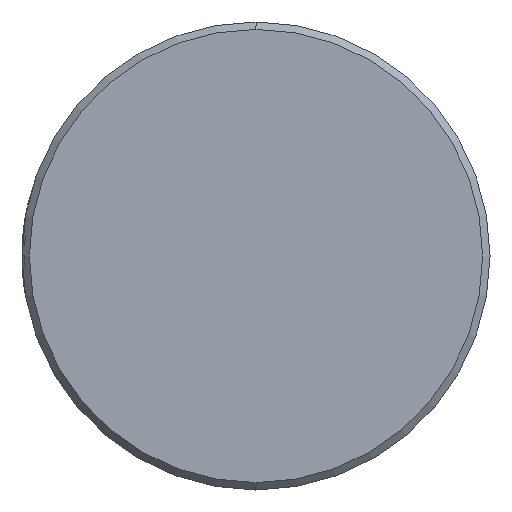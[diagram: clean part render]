
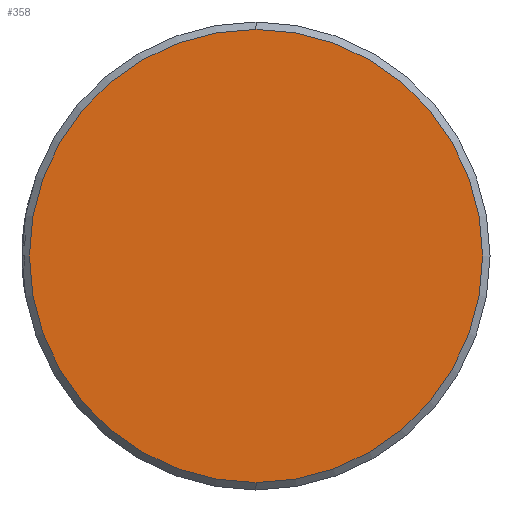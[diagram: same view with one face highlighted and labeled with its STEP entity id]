
A CAD part, left-side view. The second image highlights one B-rep face of the part: STEP entity #358.
In plain terms, the highlighted planar face has unit normal (-1, 0, 0).
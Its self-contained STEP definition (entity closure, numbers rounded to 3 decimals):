
#52 = CIRCLE ( 'NONE', #256, 9.2 ) ;
#60 = EDGE_LOOP ( 'NONE', ( #114, #591 ) ) ;
#87 = CARTESIAN_POINT ( 'NONE',  ( -5., 0., 9.2 ) ) ;
#114 = ORIENTED_EDGE ( 'NONE', *, *, #1028, .T. ) ;
#146 = DIRECTION ( 'NONE',  ( -1., 0., 0. ) ) ;
#256 = AXIS2_PLACEMENT_3D ( 'NONE', #740, #146, #847 ) ;
#270 = DIRECTION ( 'NONE',  ( -1., 0., 0. ) ) ;
#350 = AXIS2_PLACEMENT_3D ( 'NONE', #994, #396, #1094 ) ;
#358 = ADVANCED_FACE ( 'NONE', ( #862 ), #819, .T. ) ;
#396 = DIRECTION ( 'NONE',  ( -1., 0., 0. ) ) ;
#416 = VERTEX_POINT ( 'NONE', #87 ) ;
#486 = AXIS2_PLACEMENT_3D ( 'NONE', #861, #270, #967 ) ;
#591 = ORIENTED_EDGE ( 'NONE', *, *, #1326, .T. ) ;
#740 = CARTESIAN_POINT ( 'NONE',  ( -5., 0., 0. ) ) ;
#819 = PLANE ( 'NONE',  #350 ) ;
#847 = DIRECTION ( 'NONE',  ( 0., 0., 1. ) ) ;
#861 = CARTESIAN_POINT ( 'NONE',  ( -5., 0., 0. ) ) ;
#862 = FACE_OUTER_BOUND ( 'NONE', #60, .T. ) ;
#878 = VERTEX_POINT ( 'NONE', #1192 ) ;
#967 = DIRECTION ( 'NONE',  ( 0., 0., 1. ) ) ;
#994 = CARTESIAN_POINT ( 'NONE',  ( -5., 0., 0. ) ) ;
#1028 = EDGE_CURVE ( 'NONE', #878, #416, #1313, .T. ) ;
#1094 = DIRECTION ( 'NONE',  ( 0., 0., 1. ) ) ;
#1192 = CARTESIAN_POINT ( 'NONE',  ( -5., 0., -9.2 ) ) ;
#1313 = CIRCLE ( 'NONE', #486, 9.2 ) ;
#1326 = EDGE_CURVE ( 'NONE', #416, #878, #52, .T. ) ;
